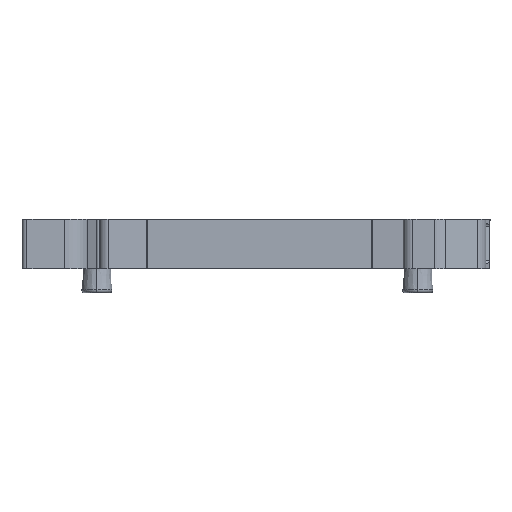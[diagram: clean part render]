
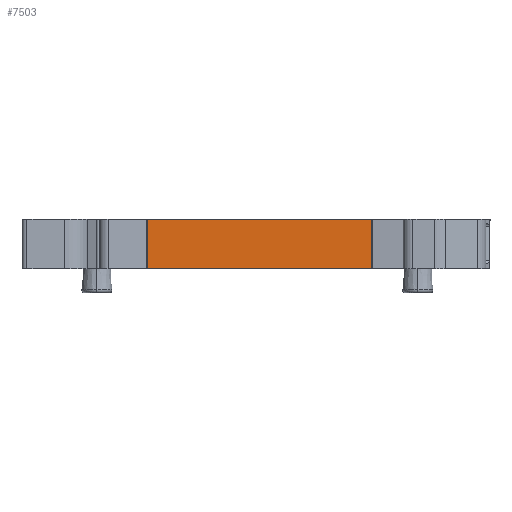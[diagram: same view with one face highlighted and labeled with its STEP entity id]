
A CAD part, front view. The second image highlights one B-rep face of the part: STEP entity #7503.
In plain terms, the highlighted planar face has unit normal (0, -1, 0).
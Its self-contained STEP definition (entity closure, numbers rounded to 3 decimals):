
#2414=DIRECTION('',(-1.,0.,0.));
#2415=VECTOR('',#2414,23.042);
#2416=CARTESIAN_POINT('',(11.721,0.3,-5.1));
#2417=LINE('',#2416,#2415);
#2418=DIRECTION('',(1.,0.,0.));
#2419=VECTOR('',#2418,23.042);
#2420=CARTESIAN_POINT('',(-11.321,0.3,0.));
#2421=LINE('',#2420,#2419);
#2422=DIRECTION('',(0.,0.,-1.));
#2423=VECTOR('',#2422,5.1);
#2424=CARTESIAN_POINT('',(11.721,0.3,0.));
#2425=LINE('',#2424,#2423);
#2426=DIRECTION('',(0.,0.,-1.));
#2427=VECTOR('',#2426,5.1);
#2428=CARTESIAN_POINT('',(-11.321,0.3,0.));
#2429=LINE('',#2428,#2427);
#3852=CARTESIAN_POINT('',(11.721,0.3,0.));
#3853=VERTEX_POINT('',#3852);
#3874=CARTESIAN_POINT('',(11.721,0.3,-5.1));
#3875=VERTEX_POINT('',#3874);
#3884=CARTESIAN_POINT('',(-11.321,0.3,0.));
#3886=VERTEX_POINT('',#3884);
#3906=CARTESIAN_POINT('',(-11.321,0.3,-5.1));
#3908=VERTEX_POINT('',#3906);
#7491=CARTESIAN_POINT('',(11.721,0.3,0.));
#7492=DIRECTION('',(0.,1.,0.));
#7493=DIRECTION('',(-1.,0.,0.));
#7494=AXIS2_PLACEMENT_3D('',#7491,#7492,#7493);
#7495=PLANE('',#7494);
#7496=ORIENTED_EDGE('',*,*,#5658,.T.);
#7498=ORIENTED_EDGE('',*,*,#7497,.F.);
#7499=ORIENTED_EDGE('',*,*,#5206,.T.);
#7500=ORIENTED_EDGE('',*,*,#7486,.T.);
#7501=EDGE_LOOP('',(#7496,#7498,#7499,#7500));
#7502=FACE_OUTER_BOUND('',#7501,.F.);
#7503=ADVANCED_FACE('',(#7502),#7495,.F.);
#5206=EDGE_CURVE('',#3886,#3853,#2421,.T.);
#5658=EDGE_CURVE('',#3875,#3908,#2417,.T.);
#7486=EDGE_CURVE('',#3853,#3875,#2425,.T.);
#7497=EDGE_CURVE('',#3886,#3908,#2429,.T.);
